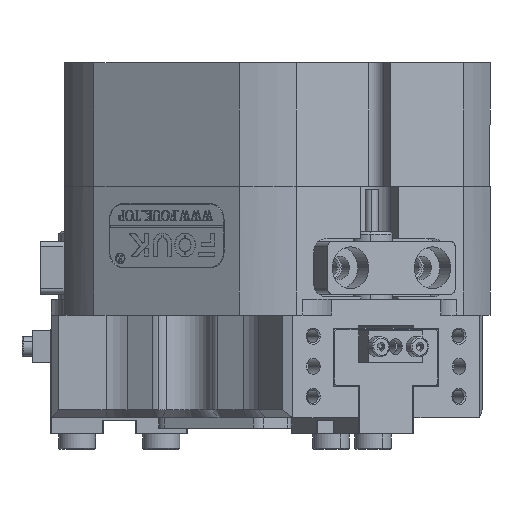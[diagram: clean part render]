
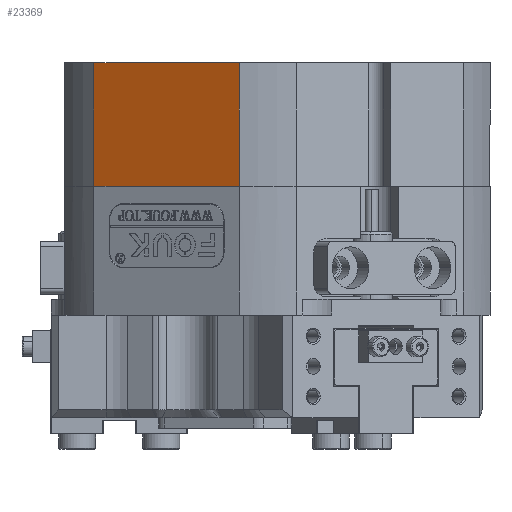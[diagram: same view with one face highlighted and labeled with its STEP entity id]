
A CAD part, front view. The second image highlights one B-rep face of the part: STEP entity #23369.
In plain terms, the highlighted face is planar.
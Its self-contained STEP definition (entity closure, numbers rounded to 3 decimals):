
#3346 = DIRECTION ( 'NONE',  ( -0.5, -0.866, 0. ) ) ;
#4740 = ORIENTED_EDGE ( 'NONE', *, *, #30513, .F. ) ;
#5130 = DIRECTION ( 'NONE',  ( 0., 0., -1. ) ) ;
#6371 = EDGE_CURVE ( 'NONE', #15617, #40906, #16351, .T. ) ;
#6860 = VECTOR ( 'NONE', #33065, 1000. ) ;
#9082 = LINE ( 'NONE', #19264, #6860 ) ;
#9286 = CARTESIAN_POINT ( 'NONE',  ( 43.491, -6.671, 23. ) ) ;
#9753 = DIRECTION ( 'NONE',  ( -0.866, 0.5, 0. ) ) ;
#10949 = VECTOR ( 'NONE', #5130, 1000. ) ;
#12774 = VECTOR ( 'NONE', #43380, 1000. ) ;
#13500 = VERTEX_POINT ( 'NONE', #21420 ) ;
#13577 = EDGE_LOOP ( 'NONE', ( #41880, #31326, #43693, #4740 ) ) ;
#14247 = EDGE_CURVE ( 'NONE', #35192, #40906, #21855, .T. ) ;
#14623 = FACE_OUTER_BOUND ( 'NONE', #13577, .T. ) ;
#15617 = VERTEX_POINT ( 'NONE', #40743 ) ;
#15854 = AXIS2_PLACEMENT_3D ( 'NONE', #37254, #9753, #3346 ) ;
#16351 = LINE ( 'NONE', #23590, #41004 ) ;
#19264 = CARTESIAN_POINT ( 'NONE',  ( 43.491, -6.671, -0.5 ) ) ;
#21420 = CARTESIAN_POINT ( 'NONE',  ( 27.523, -34.329, -0.5 ) ) ;
#21855 = LINE ( 'NONE', #9286, #12774 ) ;
#22409 = DIRECTION ( 'NONE',  ( 0.5, 0.866, 0. ) ) ;
#23369 = ADVANCED_FACE ( 'NONE', ( #14623 ), #23450, .F. ) ;
#23450 = PLANE ( 'NONE',  #15854 ) ;
#23590 = CARTESIAN_POINT ( 'NONE',  ( 21.827, -44.195, 23. ) ) ;
#23968 = CARTESIAN_POINT ( 'NONE',  ( 43.491, -6.671, 23. ) ) ;
#24233 = CARTESIAN_POINT ( 'NONE',  ( 43.491, -6.671, -0.5 ) ) ;
#25683 = CARTESIAN_POINT ( 'NONE',  ( 27.523, -34.329, 23. ) ) ;
#30513 = EDGE_CURVE ( 'NONE', #35192, #13500, #9082, .T. ) ;
#31326 = ORIENTED_EDGE ( 'NONE', *, *, #6371, .F. ) ;
#33065 = DIRECTION ( 'NONE',  ( -0.5, -0.866, 0. ) ) ;
#35192 = VERTEX_POINT ( 'NONE', #24233 ) ;
#37254 = CARTESIAN_POINT ( 'NONE',  ( 21.827, -44.195, 23.001 ) ) ;
#37530 = EDGE_CURVE ( 'NONE', #15617, #13500, #43076, .T. ) ;
#40743 = CARTESIAN_POINT ( 'NONE',  ( 27.523, -34.329, 23. ) ) ;
#40906 = VERTEX_POINT ( 'NONE', #23968 ) ;
#41004 = VECTOR ( 'NONE', #22409, 1000. ) ;
#41880 = ORIENTED_EDGE ( 'NONE', *, *, #14247, .T. ) ;
#43076 = LINE ( 'NONE', #25683, #10949 ) ;
#43380 = DIRECTION ( 'NONE',  ( 0., 0., 1. ) ) ;
#43693 = ORIENTED_EDGE ( 'NONE', *, *, #37530, .T. ) ;
